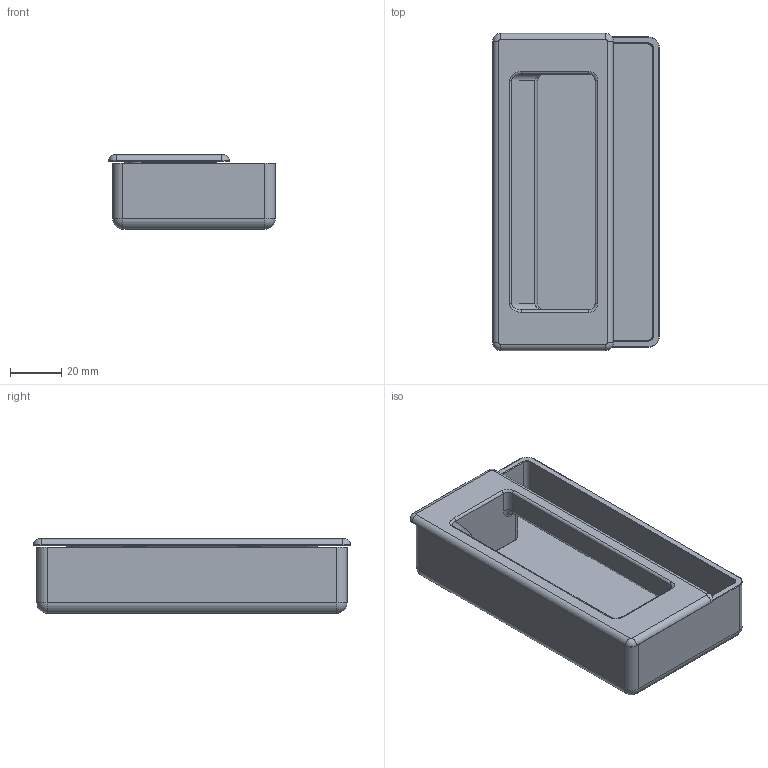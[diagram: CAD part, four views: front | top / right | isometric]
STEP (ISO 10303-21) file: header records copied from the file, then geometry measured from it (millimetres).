
FILE_DESCRIPTION (( 'STEP AP203' ), '1' );
FILE_NAME ('HP-005.STEP', '2016-08-18T05:16:35', ( '' ), ( '' ), 'SwSTEP 2.0', 'SolidWorks 2010', '' );
FILE_SCHEMA (( 'CONFIG_CONTROL_DESIGN' ));
Length unit declared in the file: millimetre
Products named in the file (3): 後蓋; HP-005; 前蓋板
Assembly tree (2 placements, depth 2):
  HP-005
    前蓋板
    後蓋
Bounding box: 64.95 x 123.7 x 29 mm (x, y, z)
Volume: 62957.5 mm3; surface area: 53330.8 mm2
Topology: 2 solids, 2 shells, 585 faces, 1337 edges, 717 vertices
Faces by surface type: cylinder 268, torus 138, plane 99, sphere 44, bspline 36
Entity records: 19113 total; most frequent: CARTESIAN_POINT 5834, DIRECTION 3026, ORIENTED_EDGE 2574, EDGE_CURVE 1287, AXIS2_PLACEMENT_3D 1257, VERTEX_POINT 717, CIRCLE 703, EDGE_LOOP 602
